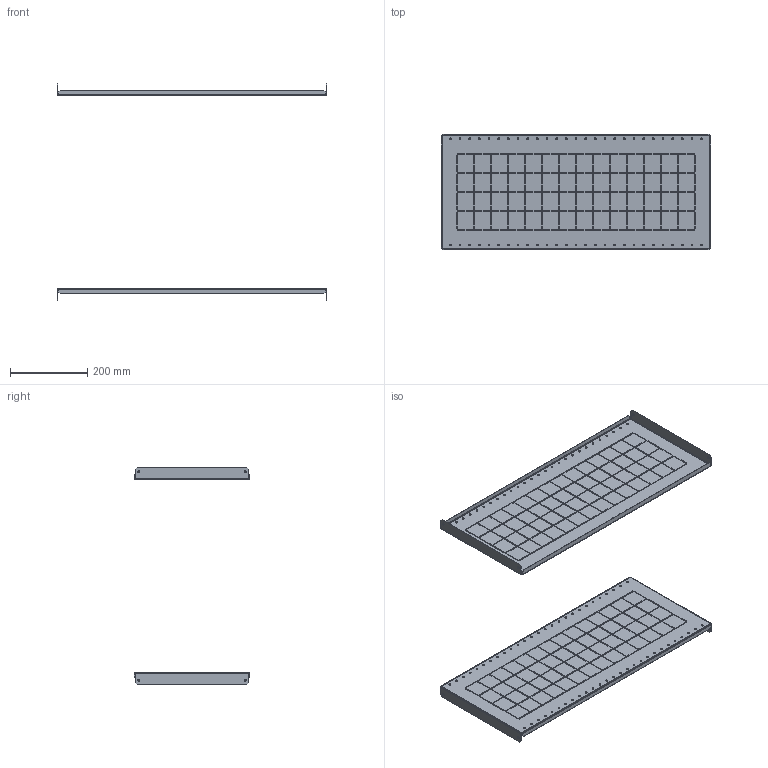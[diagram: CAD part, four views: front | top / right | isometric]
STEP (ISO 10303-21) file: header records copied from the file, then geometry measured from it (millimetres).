
FILE_DESCRIPTION (( 'STEP AP203' ), '1' );
FILE_NAME ('MA1.800.060803.04.00 AleSta-PCV38 Ïàíåëè áîêîâûå äëÿ ñåêöèîíèðîâàíèÿ Â300 Ã800 ìì (2 øò).STEP', '2024-06-06T07:57:09', ( '' ), ( '' ), 'SwSTEP 2.0', 'SolidWorks 2021', '' );
FILE_SCHEMA (( 'CONFIG_CONTROL_DESIGN' ));
Length unit declared in the file: millimetre
Products named in the file (2): MA1.800.060803.04.00 AleSta-PCV38 Ïàíåëè áîêîâûå äëÿ ñåêöèîíèðîâàíèÿ Â300 Ã800 ìì (2 øò); MA1.800.060603.04.01 Ïàíåëè áîêîâûå äëÿ ñåêöèîíèðîâàíèÿ Â300 Ã600 ìì_‚300 ƒ800
Assembly tree (2 placements, depth 2):
  MA1.800.060803.04.00 AleSta-PCV38 Ïàíåëè áîêîâûå äëÿ ñåêöèîíèðîâàíèÿ Â300 Ã800 ìì (2 øò)
    MA1.800.060603.04.01 Ïàíåëè áîêîâûå äëÿ ñåêöèîíèðîâàíèÿ Â300 Ã600 ìì_‚300 ƒ800  x2
Bounding box: 697 x 299 x 562 mm (x, y, z)
Volume: 689486.9 mm3; surface area: 961745.1 mm2
Topology: 2 solids, 2 shells, 1364 faces, 4016 edges, 2656 vertices
Faces by surface type: plane 1116, cylinder 248
Entity records: 23404 total; most frequent: CARTESIAN_POINT 4023, ORIENTED_EDGE 4016, DIRECTION 3630, EDGE_CURVE 2008, LINE 1760, VECTOR 1760, VERTEX_POINT 1328, EDGE_LOOP 1058
